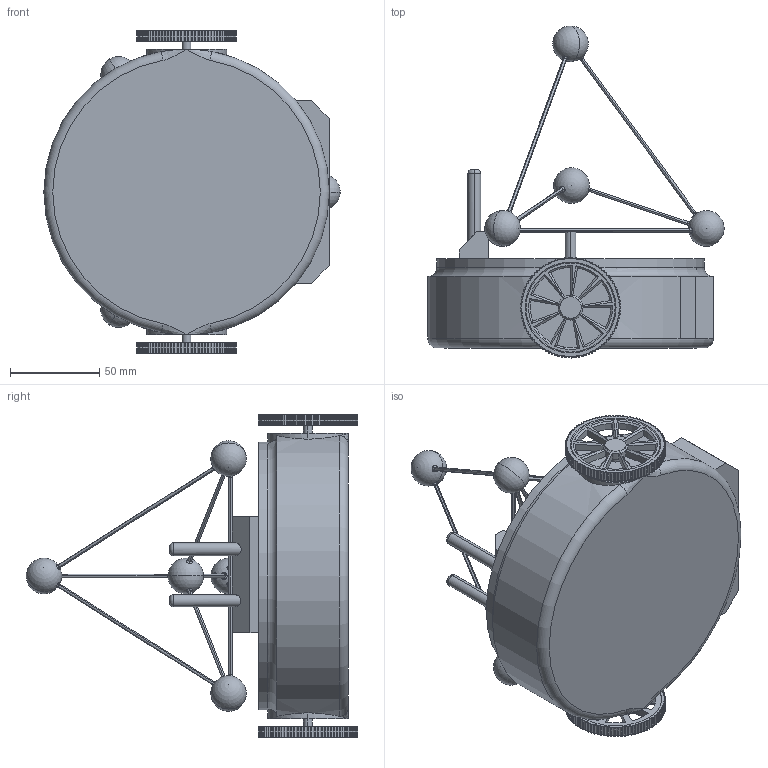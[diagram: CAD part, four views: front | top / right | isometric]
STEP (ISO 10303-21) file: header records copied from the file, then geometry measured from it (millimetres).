
FILE_DESCRIPTION (( 'STEP AP203' ), '1' );
FILE_NAME ('BOT4_Default_sldprt.STEP', '2018-12-14T10:18:06', ( '' ), ( '' ), 'SwSTEP 2.0', 'SolidWorks 2017', '' );
FILE_SCHEMA (( 'CONFIG_CONTROL_DESIGN' ));
Length unit declared in the file: millimetre
Products named in the file (1): BOT4_Default_sldprt
Bounding box: 166.13 x 186.01 x 181 mm (x, y, z)
Volume: 1037615.9 mm3; surface area: 95830.2 mm2
Topology: 1 solids, 1 shells, 828 faces, 2309 edges, 1460 vertices
Faces by surface type: cylinder 563, plane 109, bspline 76, cone 62, sphere 10, torus 8
Entity records: 31030 total; most frequent: CARTESIAN_POINT 9666, DIRECTION 4679, ORIENTED_EDGE 4560, EDGE_CURVE 2280, AXIS2_PLACEMENT_3D 1952, VERTEX_POINT 1445, CIRCLE 1199, EDGE_LOOP 869
